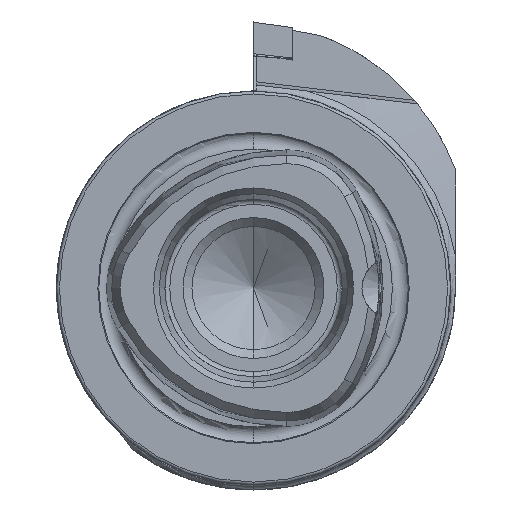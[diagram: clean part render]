
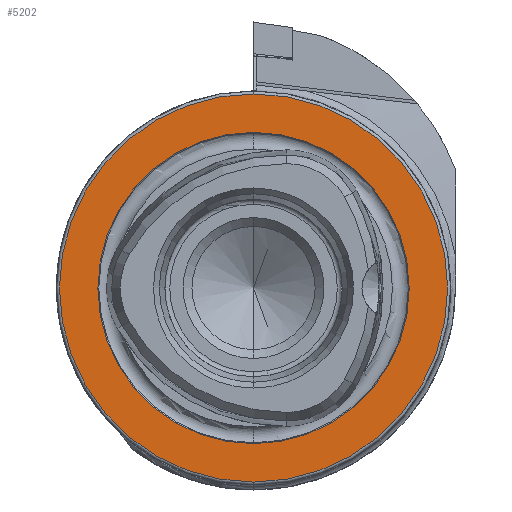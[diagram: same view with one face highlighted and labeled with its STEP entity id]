
A CAD part, left-side view. The second image highlights one B-rep face of the part: STEP entity #5202.
In plain terms, the highlighted planar face has unit normal (-1, 0, 0).
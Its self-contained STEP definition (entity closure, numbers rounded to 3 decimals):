
#93 = VERTEX_POINT ( 'NONE', #6809 ) ;
#629 = EDGE_LOOP ( 'NONE', ( #4193, #12477 ) ) ;
#1123 = EDGE_CURVE ( 'NONE', #10490, #4988, #7839, .T. ) ;
#1282 = DIRECTION ( 'NONE',  ( 0., 0., 1. ) ) ;
#1961 = FACE_OUTER_BOUND ( 'NONE', #629, .T. ) ;
#2208 = EDGE_CURVE ( 'NONE', #6658, #93, #2912, .T. ) ;
#2341 = CARTESIAN_POINT ( 'NONE',  ( 0., 0., 0. ) ) ;
#2344 = DIRECTION ( 'NONE',  ( -1., 0., 0. ) ) ;
#2845 = ORIENTED_EDGE ( 'NONE', *, *, #1123, .F. ) ;
#2912 = CIRCLE ( 'NONE', #8071, 19.7 ) ;
#3290 = DIRECTION ( 'NONE',  ( 1., 0., 0. ) ) ;
#3359 = CARTESIAN_POINT ( 'NONE',  ( 0., 0., -15.8 ) ) ;
#3436 = EDGE_LOOP ( 'NONE', ( #10644, #2845 ) ) ;
#4055 = DIRECTION ( 'NONE',  ( -1., 0., 0. ) ) ;
#4193 = ORIENTED_EDGE ( 'NONE', *, *, #2208, .T. ) ;
#4310 = DIRECTION ( 'NONE',  ( 0., 0., -1. ) ) ;
#4438 = DIRECTION ( 'NONE',  ( 0., 0., 1. ) ) ;
#4988 = VERTEX_POINT ( 'NONE', #9109 ) ;
#5202 = ADVANCED_FACE ( 'NONE', ( #8108, #1961 ), #7296, .F. ) ;
#5265 = EDGE_CURVE ( 'NONE', #4988, #10490, #11241, .T. ) ;
#5410 = CARTESIAN_POINT ( 'NONE',  ( 0., 0., 0. ) ) ;
#6441 = AXIS2_PLACEMENT_3D ( 'NONE', #5410, #12423, #4438 ) ;
#6598 = AXIS2_PLACEMENT_3D ( 'NONE', #12452, #2344, #11407 ) ;
#6658 = VERTEX_POINT ( 'NONE', #11760 ) ;
#6809 = CARTESIAN_POINT ( 'NONE',  ( 0., 0., -19.7 ) ) ;
#7258 = EDGE_CURVE ( 'NONE', #93, #6658, #8541, .T. ) ;
#7296 = PLANE ( 'NONE',  #10372 ) ;
#7839 = CIRCLE ( 'NONE', #9232, 15.8 ) ;
#8047 = CARTESIAN_POINT ( 'NONE',  ( 0., 0., 0. ) ) ;
#8071 = AXIS2_PLACEMENT_3D ( 'NONE', #8047, #4055, #8931 ) ;
#8108 = FACE_BOUND ( 'NONE', #3436, .T. ) ;
#8305 = CARTESIAN_POINT ( 'NONE',  ( 0., 15.8, 0. ) ) ;
#8541 = CIRCLE ( 'NONE', #6441, 19.7 ) ;
#8931 = DIRECTION ( 'NONE',  ( 0., 0., 1. ) ) ;
#9109 = CARTESIAN_POINT ( 'NONE',  ( 0., 0., 15.8 ) ) ;
#9232 = AXIS2_PLACEMENT_3D ( 'NONE', #2341, #9389, #1282 ) ;
#9389 = DIRECTION ( 'NONE',  ( -1., 0., 0. ) ) ;
#10372 = AXIS2_PLACEMENT_3D ( 'NONE', #8305, #3290, #4310 ) ;
#10490 = VERTEX_POINT ( 'NONE', #3359 ) ;
#10644 = ORIENTED_EDGE ( 'NONE', *, *, #5265, .F. ) ;
#11241 = CIRCLE ( 'NONE', #6598, 15.8 ) ;
#11407 = DIRECTION ( 'NONE',  ( 0., 0., 1. ) ) ;
#11760 = CARTESIAN_POINT ( 'NONE',  ( 0., 0., 19.7 ) ) ;
#12423 = DIRECTION ( 'NONE',  ( -1., 0., 0. ) ) ;
#12452 = CARTESIAN_POINT ( 'NONE',  ( 0., 0., 0. ) ) ;
#12477 = ORIENTED_EDGE ( 'NONE', *, *, #7258, .T. ) ;
